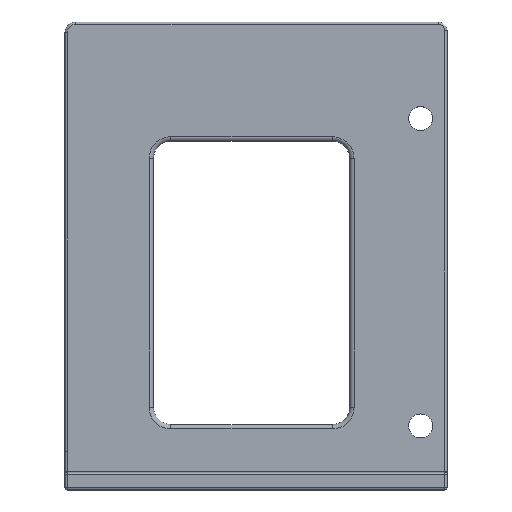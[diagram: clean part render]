
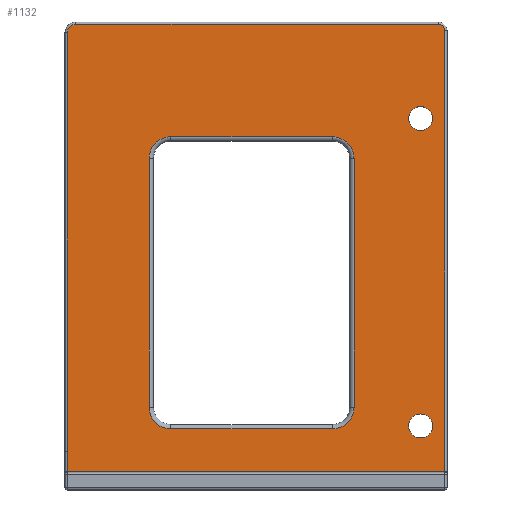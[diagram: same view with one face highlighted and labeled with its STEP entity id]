
A CAD part, top view. The second image highlights one B-rep face of the part: STEP entity #1132.
In plain terms, the highlighted planar face has unit normal (0, 0, 1).
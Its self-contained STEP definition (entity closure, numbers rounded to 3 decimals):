
#20=FACE_BOUND('',#192,.T.);
#21=FACE_BOUND('',#193,.T.);
#22=FACE_BOUND('',#194,.T.);
#35=PLANE('',#1291);
#114=FACE_OUTER_BOUND('',#191,.T.);
#191=EDGE_LOOP('',(#946,#947,#948,#949,#950,#951,#952));
#192=EDGE_LOOP('',(#953));
#193=EDGE_LOOP('',(#954));
#194=EDGE_LOOP('',(#955,#956,#957,#958,#959,#960,#961,#962));
#217=LINE('',#1759,#285);
#219=LINE('',#1771,#287);
#221=LINE('',#1783,#289);
#265=LINE('',#1954,#333);
#268=LINE('',#1968,#336);
#269=LINE('',#1977,#337);
#270=LINE('',#1985,#338);
#276=LINE('',#2021,#344);
#277=LINE('',#2022,#345);
#285=VECTOR('',#1355,10.);
#287=VECTOR('',#1369,10.);
#289=VECTOR('',#1383,10.);
#333=VECTOR('',#1551,10.);
#336=VECTOR('',#1568,10.);
#337=VECTOR('',#1581,10.);
#338=VECTOR('',#1592,10.);
#344=VECTOR('',#1650,10.);
#345=VECTOR('',#1651,10.);
#358=CIRCLE('',#1176,1.5);
#362=CIRCLE('',#1182,2.);
#395=CIRCLE('',#1235,2.75);
#396=CIRCLE('',#1237,2.75);
#405=CIRCLE('',#1252,5.);
#409=CIRCLE('',#1258,5.);
#412=CIRCLE('',#1263,5.);
#414=CIRCLE('',#1267,5.);
#454=VERTEX_POINT('',#1751);
#456=VERTEX_POINT('',#1757);
#458=VERTEX_POINT('',#1763);
#460=VERTEX_POINT('',#1769);
#462=VERTEX_POINT('',#1775);
#464=VERTEX_POINT('',#1781);
#506=VERTEX_POINT('',#1915);
#507=VERTEX_POINT('',#1919);
#518=VERTEX_POINT('',#1950);
#520=VERTEX_POINT('',#1953);
#522=VERTEX_POINT('',#1960);
#524=VERTEX_POINT('',#1966);
#525=VERTEX_POINT('',#1971);
#526=VERTEX_POINT('',#1975);
#527=VERTEX_POINT('',#1979);
#528=VERTEX_POINT('',#1983);
#532=VERTEX_POINT('',#2020);
#553=EDGE_CURVE('',#456,#454,#217,.T.);
#556=EDGE_CURVE('',#458,#456,#358,.T.);
#559=EDGE_CURVE('',#460,#458,#219,.T.);
#562=EDGE_CURVE('',#462,#460,#362,.T.);
#565=EDGE_CURVE('',#464,#462,#221,.T.);
#628=EDGE_CURVE('',#506,#506,#395,.T.);
#630=EDGE_CURVE('',#507,#507,#396,.T.);
#646=EDGE_CURVE('',#518,#520,#265,.T.);
#651=EDGE_CURVE('',#522,#518,#405,.T.);
#654=EDGE_CURVE('',#524,#522,#268,.T.);
#657=EDGE_CURVE('',#525,#524,#409,.T.);
#659=EDGE_CURVE('',#526,#525,#269,.T.);
#661=EDGE_CURVE('',#527,#526,#412,.T.);
#663=EDGE_CURVE('',#528,#527,#270,.T.);
#664=EDGE_CURVE('',#520,#528,#414,.T.);
#680=EDGE_CURVE('',#532,#464,#276,.T.);
#681=EDGE_CURVE('',#454,#532,#277,.T.);
#946=ORIENTED_EDGE('',*,*,#565,.F.);
#947=ORIENTED_EDGE('',*,*,#680,.F.);
#948=ORIENTED_EDGE('',*,*,#681,.F.);
#949=ORIENTED_EDGE('',*,*,#553,.F.);
#950=ORIENTED_EDGE('',*,*,#556,.F.);
#951=ORIENTED_EDGE('',*,*,#559,.F.);
#952=ORIENTED_EDGE('',*,*,#562,.F.);
#953=ORIENTED_EDGE('',*,*,#628,.T.);
#954=ORIENTED_EDGE('',*,*,#630,.T.);
#955=ORIENTED_EDGE('',*,*,#664,.F.);
#956=ORIENTED_EDGE('',*,*,#646,.F.);
#957=ORIENTED_EDGE('',*,*,#651,.F.);
#958=ORIENTED_EDGE('',*,*,#654,.F.);
#959=ORIENTED_EDGE('',*,*,#657,.F.);
#960=ORIENTED_EDGE('',*,*,#659,.F.);
#961=ORIENTED_EDGE('',*,*,#661,.F.);
#962=ORIENTED_EDGE('',*,*,#663,.F.);
#1132=ADVANCED_FACE('',(#114,#20,#21,#22),#35,.T.);
#1176=AXIS2_PLACEMENT_3D('',#1765,#1361,#1362);
#1182=AXIS2_PLACEMENT_3D('',#1777,#1375,#1376);
#1235=AXIS2_PLACEMENT_3D('',#1916,#1514,#1515);
#1237=AXIS2_PLACEMENT_3D('',#1920,#1519,#1520);
#1252=AXIS2_PLACEMENT_3D('',#1962,#1561,#1562);
#1258=AXIS2_PLACEMENT_3D('',#1973,#1575,#1576);
#1263=AXIS2_PLACEMENT_3D('',#1981,#1586,#1587);
#1267=AXIS2_PLACEMENT_3D('',#1987,#1595,#1596);
#1291=AXIS2_PLACEMENT_3D('',#2019,#1648,#1649);
#1355=DIRECTION('',(0.,-1.,0.));
#1361=DIRECTION('center_axis',(0.,0.,
-1.));
#1362=DIRECTION('ref_axis',(0.707,0.707,0.));
#1369=DIRECTION('',(1.,0.,0.));
#1375=DIRECTION('center_axis',(0.,0.,
-1.));
#1376=DIRECTION('ref_axis',(-0.707,0.707,0.));
#1383=DIRECTION('',(0.,1.,0.));
#1514=DIRECTION('center_axis',(0.,0.,
-1.));
#1515=DIRECTION('ref_axis',(0.,-1.,0.));
#1519=DIRECTION('center_axis',(0.,0.,
-1.));
#1520=DIRECTION('ref_axis',(0.,-1.,0.));
#1551=DIRECTION('',(-1.,0.,0.));
#1561=DIRECTION('center_axis',(0.,0.,
1.));
#1562=DIRECTION('ref_axis',(0.707,0.707,0.));
#1568=DIRECTION('',(0.,1.,0.));
#1575=DIRECTION('center_axis',(0.,0.,
1.));
#1576=DIRECTION('ref_axis',(0.707,-0.707,0.));
#1581=DIRECTION('',(1.,0.,0.));
#1586=DIRECTION('center_axis',(0.,0.,
1.));
#1587=DIRECTION('ref_axis',(-0.707,-0.707,0.));
#1592=DIRECTION('',(0.,-1.,0.));
#1595=DIRECTION('center_axis',(0.,0.,
1.));
#1596=DIRECTION('ref_axis',(-0.707,0.707,0.));
#1648=DIRECTION('center_axis',(0.,0.,
1.));
#1649=DIRECTION('ref_axis',(0.,-1.,0.));
#1650=DIRECTION('',(0.,1.,0.));
#1651=DIRECTION('',(-1.,0.,0.));
#1751=CARTESIAN_POINT('',(84.3,0.3,39.909));
#1757=CARTESIAN_POINT('',(84.3,101.317,39.909));
#1759=CARTESIAN_POINT('',(84.3,31.567,39.909));
#1763=CARTESIAN_POINT('',(82.8,102.817,39.909));
#1765=CARTESIAN_POINT('Origin',(82.8,101.317,39.909));
#1769=CARTESIAN_POINT('',(-0.3,102.817,39.909));
#1771=CARTESIAN_POINT('',(27.358,102.817,39.909));
#1775=CARTESIAN_POINT('',(-2.3,100.817,39.909));
#1777=CARTESIAN_POINT('Origin',(-0.3,100.817,39.909));
#1781=CARTESIAN_POINT('',(-2.3,4.916,39.909));
#1783=CARTESIAN_POINT('',(-2.3,94.067,39.909));
#1915=CARTESIAN_POINT('',(78.773,13.433,39.909));
#1916=CARTESIAN_POINT('Origin',(78.773,10.683,39.909));
#1919=CARTESIAN_POINT('',(78.751,83.933,39.909));
#1920=CARTESIAN_POINT('Origin',(78.751,81.183,39.909));
#1950=CARTESIAN_POINT('',(58.478,77.,39.909));
#1953=CARTESIAN_POINT('',(21.478,77.,39.909));
#1954=CARTESIAN_POINT('',(29.714,77.,39.909));
#1960=CARTESIAN_POINT('',(63.478,72.,39.909));
#1962=CARTESIAN_POINT('Origin',(58.478,72.,39.909));
#1966=CARTESIAN_POINT('',(63.478,15.,39.909));
#1968=CARTESIAN_POINT('',(63.478,69.408,39.909));
#1971=CARTESIAN_POINT('',(58.478,10.,39.909));
#1973=CARTESIAN_POINT('Origin',(58.478,15.,39.909));
#1975=CARTESIAN_POINT('',(21.478,10.,39.909));
#1977=CARTESIAN_POINT('',(52.214,10.,39.909));
#1979=CARTESIAN_POINT('',(16.478,15.,39.909));
#1981=CARTESIAN_POINT('Origin',(21.478,15.,39.909));
#1983=CARTESIAN_POINT('',(16.478,72.,39.909));
#1985=CARTESIAN_POINT('',(16.478,36.908,39.909));
#1987=CARTESIAN_POINT('Origin',(21.478,72.,39.909));
#2019=CARTESIAN_POINT('Origin',(41.95,62.817,39.909));
#2020=CARTESIAN_POINT('',(-2.3,0.3,39.909));
#2021=CARTESIAN_POINT('',(-2.3,67.5,39.909));
#2022=CARTESIAN_POINT('',(41.25,0.3,39.909));
